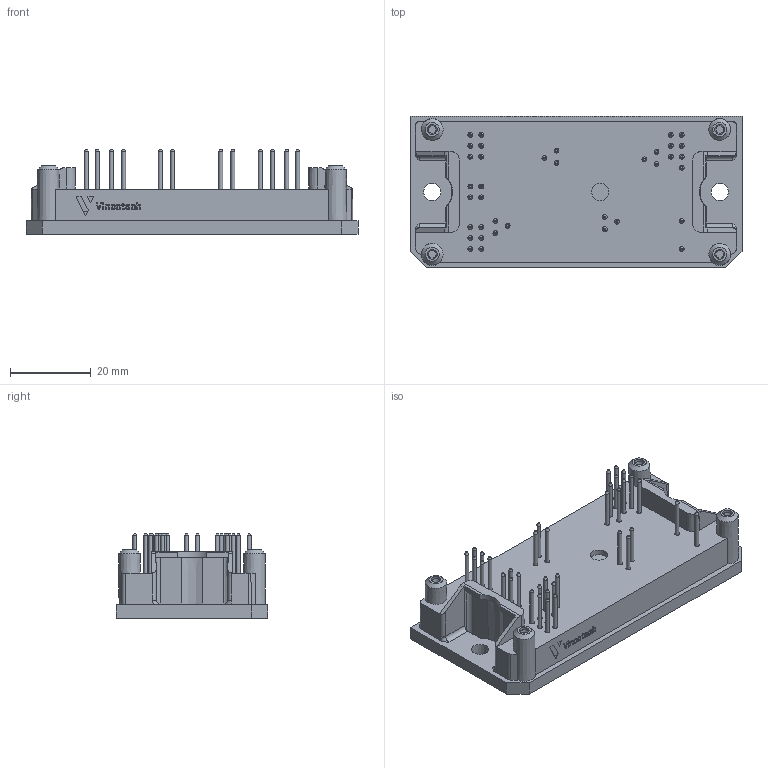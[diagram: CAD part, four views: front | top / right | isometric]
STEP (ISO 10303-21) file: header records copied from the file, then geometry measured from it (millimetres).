
FILE_DESCRIPTION(/* description */ ('Unknown'),/* implementation_level */ '2;1');
FILE_NAME(/* name */ 'Flow1-4T17W-M130(370)-02-OL',/* time_stamp */ '2022-01-24T15:01:31+01:00',/* author */ ('Unknown'),/* organization */ ('Unknown'),/* preprocessor_version */ 'ST-DEVELOPER v16.7',/* originating_system */ 'Solid Edge',/* authorisation */ 'Unknown');
FILE_SCHEMA (('AUTOMOTIVE_DESIGN {1 0 10303 214 3 1 1}'));
Length unit declared in the file: millimetre
Products named in the file (1): Flow1-4T17W-M130-OL
Bounding box: 82 x 37.4 x 21.23 mm (x, y, z)
Volume: 28747.5 mm3; surface area: 12978.5 mm2
Topology: 12 solids, 12 shells, 583 faces, 1463 edges, 984 vertices
Faces by surface type: plane 296, cone 106, cylinder 97, bspline 84
Full cylindrical faces by diameter (mm): 1 x37, 1.2 x37, 2.4 x4, 4.3 x1
Entity records: 19665 total; most frequent: CARTESIAN_POINT 4512, ORIENTED_EDGE 2336, DIRECTION 2304, EDGE_CURVE 1168, VERTEX_POINT 860, EDGE_LOOP 846, FACE_BOUND 846, AXIS2_PLACEMENT_3D 836
